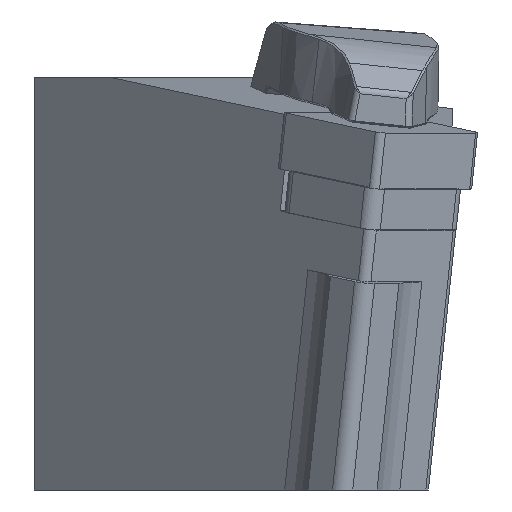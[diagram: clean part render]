
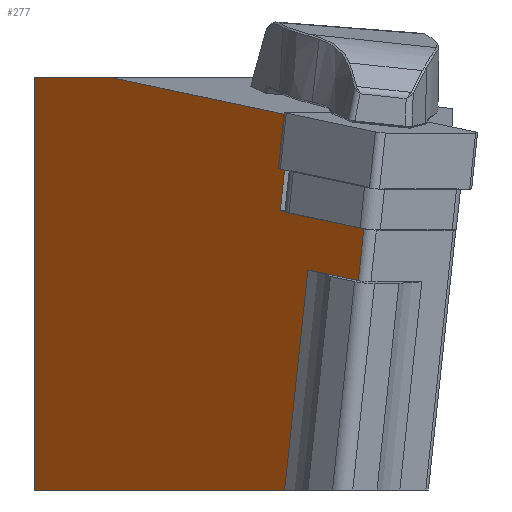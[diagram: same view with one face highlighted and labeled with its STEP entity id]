
A CAD part, left-side view. The second image highlights one B-rep face of the part: STEP entity #277.
In plain terms, the highlighted planar face has unit normal (-0.707, 0.707, 0).
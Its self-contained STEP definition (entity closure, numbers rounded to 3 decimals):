
#277=ADVANCED_FACE('',(#467),#404,.T.);
#404=PLANE('',#2270);
#467=FACE_OUTER_BOUND('',#593,.T.);
#593=EDGE_LOOP('',(#765,#766,#767,#768,#769,#770,#771,#772,#773,#774));
#765=ORIENTED_EDGE('',*,*,#1600,.T.);
#766=ORIENTED_EDGE('',*,*,#1627,.T.);
#767=ORIENTED_EDGE('',*,*,#1628,.F.);
#768=ORIENTED_EDGE('',*,*,#1629,.F.);
#769=ORIENTED_EDGE('',*,*,#1630,.T.);
#770=ORIENTED_EDGE('',*,*,#1631,.T.);
#771=ORIENTED_EDGE('',*,*,#1632,.T.);
#772=ORIENTED_EDGE('',*,*,#1633,.T.);
#773=ORIENTED_EDGE('',*,*,#1592,.T.);
#774=ORIENTED_EDGE('',*,*,#1587,.F.);
#1379=VERTEX_POINT('',#2961);
#1380=VERTEX_POINT('',#2963);
#1383=VERTEX_POINT('',#2971);
#1390=VERTEX_POINT('',#2988);
#1413=VERTEX_POINT('',#3054);
#1414=VERTEX_POINT('',#3056);
#1415=VERTEX_POINT('',#3058);
#1416=VERTEX_POINT('',#3060);
#1417=VERTEX_POINT('',#3062);
#1418=VERTEX_POINT('',#3064);
#1587=EDGE_CURVE('',#1379,#1380,#1917,.T.);
#1592=EDGE_CURVE('',#1383,#1380,#1921,.T.);
#1600=EDGE_CURVE('',#1379,#1390,#1927,.T.);
#1627=EDGE_CURVE('',#1390,#1413,#1949,.T.);
#1628=EDGE_CURVE('',#1414,#1413,#1950,.T.);
#1629=EDGE_CURVE('',#1415,#1414,#1951,.T.);
#1630=EDGE_CURVE('',#1415,#1416,#1952,.T.);
#1631=EDGE_CURVE('',#1416,#1417,#1953,.T.);
#1632=EDGE_CURVE('',#1417,#1418,#1954,.T.);
#1633=EDGE_CURVE('',#1418,#1383,#1955,.T.);
#1917=LINE('',#2962,#2088);
#1921=LINE('',#2972,#2092);
#1927=LINE('',#2989,#2098);
#1949=LINE('',#3053,#2120);
#1950=LINE('',#3055,#2121);
#1951=LINE('',#3057,#2122);
#1952=LINE('',#3059,#2123);
#1953=LINE('',#3061,#2124);
#1954=LINE('',#3063,#2125);
#1955=LINE('',#3065,#2126);
#2088=VECTOR('',#2437,1.);
#2092=VECTOR('',#2445,1.);
#2098=VECTOR('',#2459,1.);
#2120=VECTOR('',#2493,1.);
#2121=VECTOR('',#2494,1.);
#2122=VECTOR('',#2495,1.);
#2123=VECTOR('',#2496,1.);
#2124=VECTOR('',#2497,1.);
#2125=VECTOR('',#2498,1.);
#2126=VECTOR('',#2499,1.);
#2270=AXIS2_PLACEMENT_3D('',#3066,#2500,#2501);
#2437=DIRECTION('',(0.105,0.105,-0.989));
#2445=DIRECTION('',(0.699,0.699,0.148));
#2459=DIRECTION('',(0.699,0.699,0.148));
#2493=DIRECTION('',(0.707,0.707,0.));
#2494=DIRECTION('',(0.,0.,1.));
#2495=DIRECTION('',(0.707,0.707,0.));
#2496=DIRECTION('',(-0.105,-0.105,0.989));
#2497=DIRECTION('',(-0.699,-0.699,-0.148));
#2498=DIRECTION('',(-0.105,-0.105,0.989));
#2499=DIRECTION('',(0.699,0.699,0.148));
#2500=DIRECTION('',(-0.707,0.707,0.));
#2501=DIRECTION('',(-0.707,-0.707,0.));
#2961=CARTESIAN_POINT('',(11.299,-28.683,1.956));
#2962=CARTESIAN_POINT('',(13.044,-26.938,-14.561));
#2963=CARTESIAN_POINT('',(12.428,-27.554,-8.736));
#2971=CARTESIAN_POINT('',(11.867,-28.115,-8.854));
#2972=CARTESIAN_POINT('',(2.926,-37.056,-10.744));
#2988=CARTESIAN_POINT('',(31.381,-8.601,6.2));
#2989=CARTESIAN_POINT('',(-40.724,-80.706,-9.04));
#3053=CARTESIAN_POINT('',(269.976,229.994,6.2));
#3054=CARTESIAN_POINT('',(39.982,0.,6.2));
#3055=CARTESIAN_POINT('',(39.982,0.,39.743));
#3056=CARTESIAN_POINT('',(39.982,0.,-40.));
#3057=CARTESIAN_POINT('',(267.487,227.505,-40.));
#3058=CARTESIAN_POINT('',(11.936,-28.046,-40.));
#3059=CARTESIAN_POINT('',(4.104,-35.878,34.105));
#3060=CARTESIAN_POINT('',(9.33,-30.652,-15.346));
#3061=CARTESIAN_POINT('',(24.767,-15.215,-12.083));
#3062=CARTESIAN_POINT('',(3.682,-36.3,-16.54));
#3063=CARTESIAN_POINT('',(3.682,-36.3,-16.54));
#3064=CARTESIAN_POINT('',(3.066,-36.916,-10.715));
#3065=CARTESIAN_POINT('',(2.926,-37.056,-10.744));
#3066=CARTESIAN_POINT('',(269.976,229.994,39.743));
